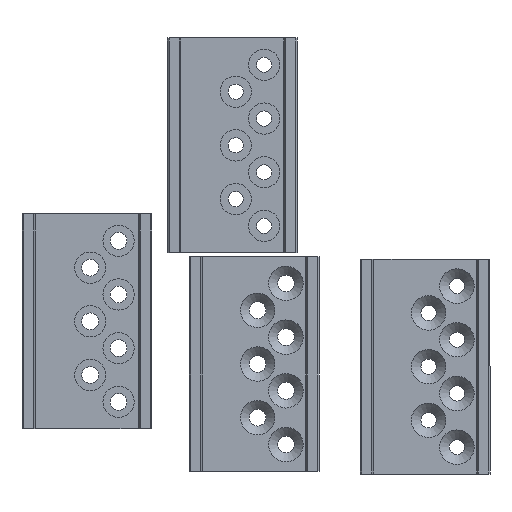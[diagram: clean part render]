
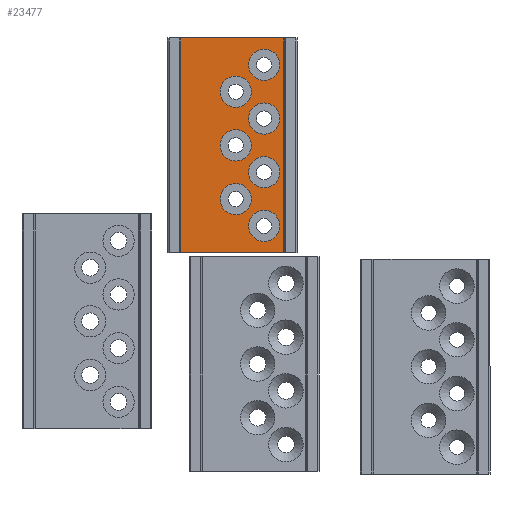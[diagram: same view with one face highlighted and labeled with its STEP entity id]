
A CAD part, front view. The second image highlights one B-rep face of the part: STEP entity #23477.
In plain terms, the highlighted planar face has unit normal (0, -1, 0).
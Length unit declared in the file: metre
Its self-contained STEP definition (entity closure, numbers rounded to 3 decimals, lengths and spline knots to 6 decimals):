
#992=CIRCLE('',#24706,0.004);
#993=CIRCLE('',#24707,0.004);
#994=CIRCLE('',#24708,0.004);
#995=CIRCLE('',#24709,0.004);
#996=CIRCLE('',#24710,0.004);
#997=CIRCLE('',#24711,0.004);
#998=CIRCLE('',#24712,0.004);
#4665=ORIENTED_EDGE('',*,*,#11069,.T.);
#4666=ORIENTED_EDGE('',*,*,#11070,.T.);
#4667=ORIENTED_EDGE('',*,*,#11071,.T.);
#4668=ORIENTED_EDGE('',*,*,#11072,.T.);
#4669=ORIENTED_EDGE('',*,*,#11073,.T.);
#4670=ORIENTED_EDGE('',*,*,#11074,.T.);
#4671=ORIENTED_EDGE('',*,*,#11075,.T.);
#4672=ORIENTED_EDGE('',*,*,#11037,.T.);
#4673=ORIENTED_EDGE('',*,*,#11076,.T.);
#4674=ORIENTED_EDGE('',*,*,#11022,.F.);
#4675=ORIENTED_EDGE('',*,*,#11077,.T.);
#11022=EDGE_CURVE('',#14373,#14374,#16473,.T.);
#11037=EDGE_CURVE('',#14388,#14387,#16488,.T.);
#11069=EDGE_CURVE('',#14415,#14415,#992,.T.);
#11070=EDGE_CURVE('',#14416,#14416,#993,.T.);
#11071=EDGE_CURVE('',#14417,#14417,#994,.T.);
#11072=EDGE_CURVE('',#14418,#14418,#995,.T.);
#11073=EDGE_CURVE('',#14419,#14419,#996,.T.);
#11074=EDGE_CURVE('',#14420,#14420,#997,.T.);
#11075=EDGE_CURVE('',#14421,#14421,#998,.T.);
#11076=EDGE_CURVE('',#14387,#14374,#16508,.T.);
#11077=EDGE_CURVE('',#14373,#14388,#16509,.T.);
#14373=VERTEX_POINT('',#33226);
#14374=VERTEX_POINT('',#33228);
#14387=VERTEX_POINT('',#33256);
#14388=VERTEX_POINT('',#33258);
#14415=VERTEX_POINT('',#33330);
#14416=VERTEX_POINT('',#33332);
#14417=VERTEX_POINT('',#33334);
#14418=VERTEX_POINT('',#33336);
#14419=VERTEX_POINT('',#33338);
#14420=VERTEX_POINT('',#33340);
#14421=VERTEX_POINT('',#33342);
#16473=LINE('',#33227,#18321);
#16488=LINE('',#33257,#18336);
#16508=LINE('',#33343,#18356);
#16509=LINE('',#33344,#18357);
#18321=VECTOR('',#26005,1.);
#18336=VECTOR('',#26022,1.);
#18356=VECTOR('',#26086,1.);
#18357=VECTOR('',#26087,1.);
#20079=EDGE_LOOP('',(#4665));
#20080=EDGE_LOOP('',(#4666));
#20081=EDGE_LOOP('',(#4667));
#20082=EDGE_LOOP('',(#4668));
#20083=EDGE_LOOP('',(#4669));
#20084=EDGE_LOOP('',(#4670));
#20085=EDGE_LOOP('',(#4671));
#20086=EDGE_LOOP('',(#4672,#4673,#4674,#4675));
#21587=FACE_BOUND('',#20079,.T.);
#21588=FACE_BOUND('',#20080,.T.);
#21589=FACE_BOUND('',#20081,.T.);
#21590=FACE_BOUND('',#20082,.T.);
#21591=FACE_BOUND('',#20083,.T.);
#21592=FACE_BOUND('',#20084,.T.);
#21593=FACE_BOUND('',#20085,.T.);
#21594=FACE_BOUND('',#20086,.T.);
#22818=PLANE('',#24705);
#23477=ADVANCED_FACE('',(#21587,#21588,#21589,#21590,#21591,#21592,#21593,
#21594),#22818,.F.);
#24705=AXIS2_PLACEMENT_3D('',#33328,#26070,#26071);
#24706=AXIS2_PLACEMENT_3D('',#33329,#26072,#26073);
#24707=AXIS2_PLACEMENT_3D('',#33331,#26074,#26075);
#24708=AXIS2_PLACEMENT_3D('',#33333,#26076,#26077);
#24709=AXIS2_PLACEMENT_3D('',#33335,#26078,#26079);
#24710=AXIS2_PLACEMENT_3D('',#33337,#26080,#26081);
#24711=AXIS2_PLACEMENT_3D('',#33339,#26082,#26083);
#24712=AXIS2_PLACEMENT_3D('',#33341,#26084,#26085);
#26005=DIRECTION('',(-1.,0.,0.));
#26022=DIRECTION('',(-1.,0.,0.));
#26070=DIRECTION('',(0.,1.,0.));
#26071=DIRECTION('',(1.,0.,0.));
#26072=DIRECTION('',(0.,1.,0.));
#26073=DIRECTION('',(1.,0.,0.));
#26074=DIRECTION('',(0.,1.,0.));
#26075=DIRECTION('',(1.,0.,0.));
#26076=DIRECTION('',(0.,1.,0.));
#26077=DIRECTION('',(1.,0.,0.));
#26078=DIRECTION('',(0.,1.,0.));
#26079=DIRECTION('',(1.,0.,0.));
#26080=DIRECTION('',(0.,1.,0.));
#26081=DIRECTION('',(1.,0.,0.));
#26082=DIRECTION('',(0.,1.,0.));
#26083=DIRECTION('',(1.,0.,0.));
#26084=DIRECTION('',(0.,1.,0.));
#26085=DIRECTION('',(1.,0.,0.));
#26086=DIRECTION('',(0.,0.,-1.));
#26087=DIRECTION('',(0.,0.,1.));
#33226=CARTESIAN_POINT('',(-0.004413,0.000071,-0.007905));
#33227=CARTESIAN_POINT('',(-0.019084,0.000071,-0.007905));
#33228=CARTESIAN_POINT('',(-0.033755,0.000071,-0.007905));
#33256=CARTESIAN_POINT('',(-0.033755,0.000071,0.047095));
#33257=CARTESIAN_POINT('',(-0.019084,0.000071,0.047095));
#33258=CARTESIAN_POINT('',(-0.004413,0.000071,0.047095));
#33328=CARTESIAN_POINT('',(0.018616,0.000071,0.013524));
#33329=CARTESIAN_POINT('',(-0.010953,0.000071,-0.001031));
#33330=CARTESIAN_POINT('',(-0.006953,0.000071,-0.001031));
#33331=CARTESIAN_POINT('',(-0.018215,0.000071,0.005845));
#33332=CARTESIAN_POINT('',(-0.014215,0.000071,0.005845));
#33333=CARTESIAN_POINT('',(-0.010953,0.000071,0.01272));
#33334=CARTESIAN_POINT('',(-0.006953,0.000071,0.01272));
#33335=CARTESIAN_POINT('',(-0.010953,0.000071,0.02647));
#33336=CARTESIAN_POINT('',(-0.006953,0.000071,0.02647));
#33337=CARTESIAN_POINT('',(-0.018215,0.000071,0.019595));
#33338=CARTESIAN_POINT('',(-0.014215,0.000071,0.019595));
#33339=CARTESIAN_POINT('',(-0.018215,0.000071,0.033346));
#33340=CARTESIAN_POINT('',(-0.014215,0.000071,0.033346));
#33341=CARTESIAN_POINT('',(-0.010953,0.000071,0.040221));
#33342=CARTESIAN_POINT('',(-0.006953,0.000071,0.040221));
#33343=CARTESIAN_POINT('',(-0.033755,0.000071,0.013524));
#33344=CARTESIAN_POINT('',(-0.004413,0.000071,0.013524));
